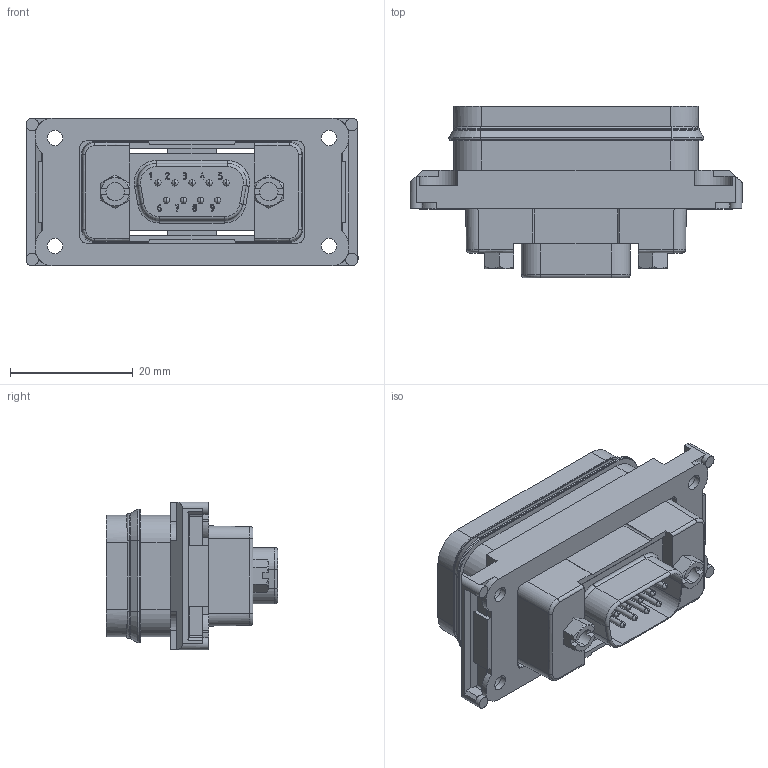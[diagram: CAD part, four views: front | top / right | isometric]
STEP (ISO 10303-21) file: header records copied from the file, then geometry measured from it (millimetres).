
FILE_DESCRIPTION(('Creo Elements/Direct Modeling STEP Export'),'2;1');
FILE_NAME('model.stp','2020-04-28T12:39:59',(''),(''),'Creo Elements/Direct Modeling STEP processor for AP214 (Solid Model)','Creo Elements/Direct Modeling 20.1A 29-Sep-2018 (C) Parametric Technology GmbH','');
FILE_SCHEMA(('AUTOMOTIVE_DESIGN { 1 0 10303 214 1 1 1 1 }'));
Length unit declared in the file: millimetre
Products named in the file (2): VS-09-A-GC-ST-ST.1; VS-09-A-GC-ST-ST
Assembly tree (1 placements, depth 2):
  VS-09-A-GC-ST-ST
    VS-09-A-GC-ST-ST.1
Bounding box: 54 x 27.88 x 24 mm (x, y, z)
Volume: 11264.7 mm3; surface area: 10273.4 mm2
Topology: 1 solids, 1 shells, 988 faces, 2585 edges, 1658 vertices
Faces by surface type: plane 505, cylinder 369, torus 68, cone 24, extrusion 14, bspline 8
Entity records: 40262 total; most frequent: CARTESIAN_POINT 8170, ORIENTED_EDGE 5170, DIRECTION 4956, EDGE_CURVE 2585, AXIS2_PLACEMENT_3D 1686, VERTEX_POINT 1658, VECTOR 1584, LINE 1570
